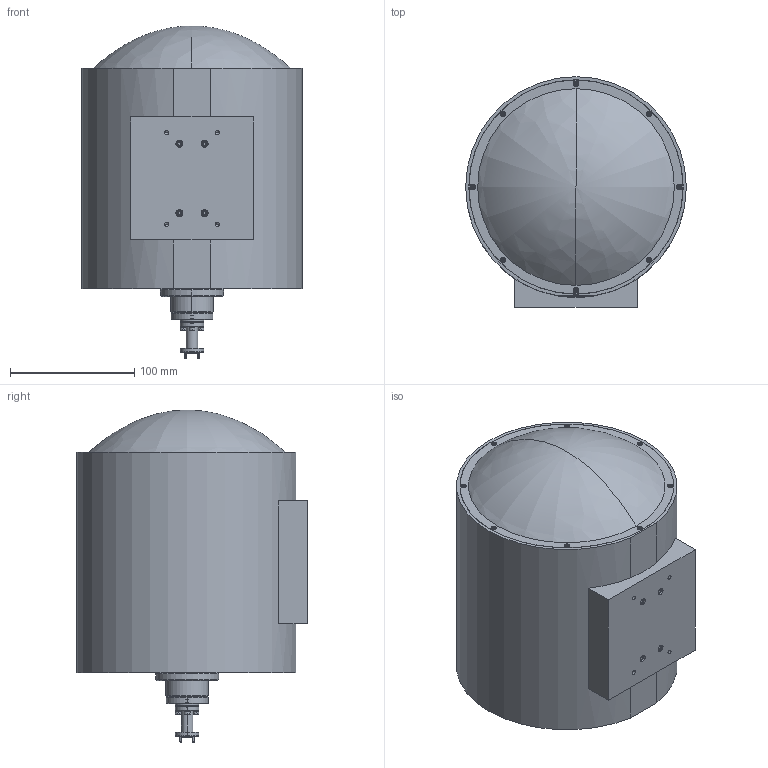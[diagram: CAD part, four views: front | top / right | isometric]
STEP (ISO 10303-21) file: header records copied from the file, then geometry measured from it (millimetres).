
FILE_DESCRIPTION (( 'STEP AP203' ), '1' );
FILE_NAME ('SAG-1441544601-06-S1, Defeatured.STEP', '2021-11-16T18:23:28', ( '' ), ( '' ), 'SwSTEP 2.0', 'SolidWorks 2021', '' );
FILE_SCHEMA (( 'CONFIG_CONTROL_DESIGN' ));
Length unit declared in the file: millimetre
Products named in the file (1): SAG-1441544601-06-S1, Defeatured
Bounding box: 177.8 x 185.58 x 267.45 mm (x, y, z)
Volume: 4906703.5 mm3; surface area: 182510 mm2
Topology: 43 solids, 44 shells, 1453 faces, 3287 edges, 2019 vertices
Faces by surface type: plane 598, cylinder 471, cone 374, torus 8, bspline 2
Entity records: 42992 total; most frequent: CARTESIAN_POINT 10790, DIRECTION 6877, ORIENTED_EDGE 6474, EDGE_CURVE 3237, AXIS2_PLACEMENT_3D 2726, VERTEX_POINT 2019, EDGE_LOOP 1644, ADVANCED_FACE 1453
